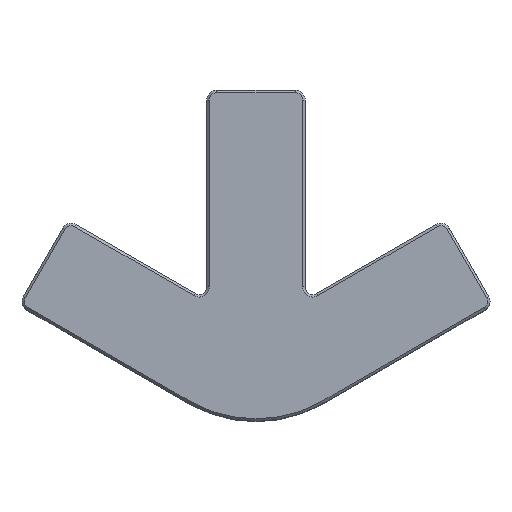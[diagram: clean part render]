
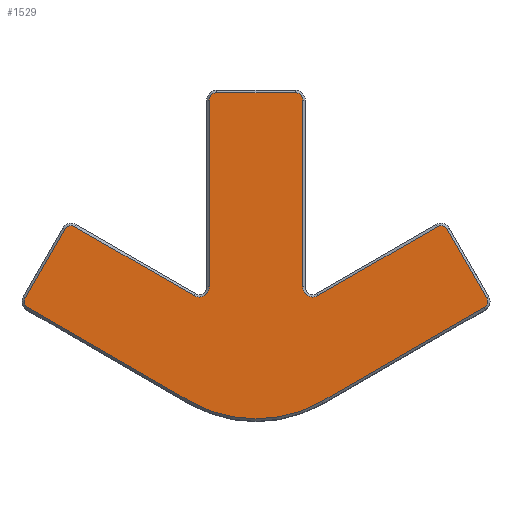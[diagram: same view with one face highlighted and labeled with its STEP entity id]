
A CAD part, top view. The second image highlights one B-rep face of the part: STEP entity #1529.
In plain terms, the highlighted planar face has unit normal (0, 0, 1).
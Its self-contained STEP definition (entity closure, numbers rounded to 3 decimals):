
#47=CIRCLE('',#1650,26.821);
#48=CIRCLE('',#1653,1.5);
#49=CIRCLE('',#1656,1.5);
#50=CIRCLE('',#1659,2.047);
#51=CIRCLE('',#1662,1.5);
#53=CIRCLE('',#1666,1.5);
#54=CIRCLE('',#1669,2.047);
#57=CIRCLE('',#1674,1.5);
#59=CIRCLE('',#1678,1.5);
#158=FACE_OUTER_BOUND('',#253,.T.);
#253=EDGE_LOOP('',(#1299,#1300,#1301,#1302,#1303,#1304,#1305,#1306,#1307,
#1308,#1309,#1310,#1311,#1312,#1313,#1314,#1315,#1316));
#407=LINE('',#2462,#584);
#410=LINE('',#2470,#587);
#413=LINE('',#2478,#590);
#416=LINE('',#2486,#593);
#420=LINE('',#2496,#597);
#423=LINE('',#2507,#600);
#428=LINE('',#2520,#605);
#431=LINE('',#2531,#608);
#434=LINE('',#2539,#611);
#584=VECTOR('',#2012,10.);
#587=VECTOR('',#2021,10.);
#590=VECTOR('',#2030,10.);
#593=VECTOR('',#2039,10.);
#597=VECTOR('',#2049,10.);
#600=VECTOR('',#2060,10.);
#605=VECTOR('',#2073,10.);
#608=VECTOR('',#2084,10.);
#611=VECTOR('',#2095,10.);
#717=VERTEX_POINT('',#2454);
#718=VERTEX_POINT('',#2456);
#719=VERTEX_POINT('',#2460);
#720=VERTEX_POINT('',#2464);
#721=VERTEX_POINT('',#2468);
#722=VERTEX_POINT('',#2472);
#723=VERTEX_POINT('',#2476);
#724=VERTEX_POINT('',#2480);
#725=VERTEX_POINT('',#2484);
#726=VERTEX_POINT('',#2488);
#728=VERTEX_POINT('',#2494);
#730=VERTEX_POINT('',#2500);
#732=VERTEX_POINT('',#2505);
#734=VERTEX_POINT('',#2511);
#736=VERTEX_POINT('',#2518);
#738=VERTEX_POINT('',#2524);
#740=VERTEX_POINT('',#2529);
#741=VERTEX_POINT('',#2535);
#902=EDGE_CURVE('',#717,#718,#47,.T.);
#905=EDGE_CURVE('',#719,#717,#407,.T.);
#907=EDGE_CURVE('',#720,#719,#48,.T.);
#909=EDGE_CURVE('',#721,#720,#410,.T.);
#911=EDGE_CURVE('',#722,#721,#49,.T.);
#913=EDGE_CURVE('',#723,#722,#413,.T.);
#915=EDGE_CURVE('',#724,#723,#50,.T.);
#917=EDGE_CURVE('',#725,#724,#416,.T.);
#919=EDGE_CURVE('',#726,#725,#51,.T.);
#922=EDGE_CURVE('',#728,#726,#420,.T.);
#925=EDGE_CURVE('',#730,#728,#53,.T.);
#927=EDGE_CURVE('',#732,#730,#423,.T.);
#930=EDGE_CURVE('',#734,#732,#54,.T.);
#934=EDGE_CURVE('',#736,#734,#428,.T.);
#937=EDGE_CURVE('',#738,#736,#57,.T.);
#939=EDGE_CURVE('',#740,#738,#431,.T.);
#943=EDGE_CURVE('',#741,#740,#59,.T.);
#944=EDGE_CURVE('',#718,#741,#434,.T.);
#1299=ORIENTED_EDGE('',*,*,#902,.F.);
#1300=ORIENTED_EDGE('',*,*,#905,.F.);
#1301=ORIENTED_EDGE('',*,*,#907,.F.);
#1302=ORIENTED_EDGE('',*,*,#909,.F.);
#1303=ORIENTED_EDGE('',*,*,#911,.F.);
#1304=ORIENTED_EDGE('',*,*,#913,.F.);
#1305=ORIENTED_EDGE('',*,*,#915,.F.);
#1306=ORIENTED_EDGE('',*,*,#917,.F.);
#1307=ORIENTED_EDGE('',*,*,#919,.F.);
#1308=ORIENTED_EDGE('',*,*,#922,.F.);
#1309=ORIENTED_EDGE('',*,*,#925,.F.);
#1310=ORIENTED_EDGE('',*,*,#927,.F.);
#1311=ORIENTED_EDGE('',*,*,#930,.F.);
#1312=ORIENTED_EDGE('',*,*,#934,.F.);
#1313=ORIENTED_EDGE('',*,*,#937,.F.);
#1314=ORIENTED_EDGE('',*,*,#939,.F.);
#1315=ORIENTED_EDGE('',*,*,#943,.F.);
#1316=ORIENTED_EDGE('',*,*,#944,.F.);
#1438=PLANE('',#1680);
#1529=ADVANCED_FACE('',(#158),#1438,.T.);
#1650=AXIS2_PLACEMENT_3D('',#2457,#2006,#2007);
#1653=AXIS2_PLACEMENT_3D('',#2466,#2016,#2017);
#1656=AXIS2_PLACEMENT_3D('',#2474,#2025,#2026);
#1659=AXIS2_PLACEMENT_3D('',#2482,#2034,#2035);
#1662=AXIS2_PLACEMENT_3D('',#2490,#2043,#2044);
#1666=AXIS2_PLACEMENT_3D('',#2502,#2055,#2056);
#1669=AXIS2_PLACEMENT_3D('',#2513,#2065,#2066);
#1674=AXIS2_PLACEMENT_3D('',#2526,#2079,#2080);
#1678=AXIS2_PLACEMENT_3D('',#2537,#2091,#2092);
#1680=AXIS2_PLACEMENT_3D('',#2540,#2096,#2097);
#2006=DIRECTION('center_axis',(0.,0.,-1.));
#2007=DIRECTION('ref_axis',(0.5,-0.866,0.));
#2012=DIRECTION('',(-0.866,-0.5,0.));
#2016=DIRECTION('center_axis',(0.,0.,-1.));
#2017=DIRECTION('ref_axis',(0.966,-0.259,0.));
#2021=DIRECTION('',(0.5,-0.866,0.));
#2025=DIRECTION('center_axis',(0.,0.,-1.));
#2026=DIRECTION('ref_axis',(0.259,0.966,0.));
#2030=DIRECTION('',(0.866,0.5,0.));
#2034=DIRECTION('center_axis',(0.,0.,1.));
#2035=DIRECTION('ref_axis',(-1.,0.,0.));
#2039=DIRECTION('',(0.,-1.,0.));
#2043=DIRECTION('center_axis',(0.,0.,-1.));
#2044=DIRECTION('ref_axis',(0.707,0.707,0.));
#2049=DIRECTION('',(1.,0.,0.));
#2055=DIRECTION('center_axis',(0.,0.,-1.));
#2056=DIRECTION('ref_axis',(-0.707,0.707,0.));
#2060=DIRECTION('',(0.,1.,0.));
#2065=DIRECTION('center_axis',(0.,0.,1.));
#2066=DIRECTION('ref_axis',(1.,0.,0.));
#2073=DIRECTION('',(0.866,-0.5,0.));
#2079=DIRECTION('center_axis',(0.,0.,-1.));
#2080=DIRECTION('ref_axis',(-0.259,0.966,0.));
#2084=DIRECTION('',(0.5,0.866,0.));
#2091=DIRECTION('center_axis',(0.,0.,-1.));
#2092=DIRECTION('ref_axis',(-0.966,-0.259,0.));
#2095=DIRECTION('',(-0.866,0.5,0.));
#2096=DIRECTION('center_axis',(0.,0.,1.));
#2097=DIRECTION('ref_axis',(1.,0.,0.));
#2454=CARTESIAN_POINT('',(13.41,-3.227,0.));
#2456=CARTESIAN_POINT('',(-13.41,-3.227,0.));
#2457=CARTESIAN_POINT('Origin',(0.,20.,0.));
#2460=CARTESIAN_POINT('',(46.319,15.773,0.));
#2462=CARTESIAN_POINT('',(11.245,-4.477,0.));
#2464=CARTESIAN_POINT('',(46.868,17.822,0.));
#2466=CARTESIAN_POINT('Origin',(45.569,17.072,0.));
#2468=CARTESIAN_POINT('',(38.868,31.678,0.));
#2470=CARTESIAN_POINT('',(33.873,40.33,0.));
#2472=CARTESIAN_POINT('',(36.819,32.227,0.));
#2474=CARTESIAN_POINT('Origin',(37.569,30.928,0.));
#2476=CARTESIAN_POINT('',(12.571,18.227,0.));
#2478=CARTESIAN_POINT('',(27.726,26.977,0.));
#2480=CARTESIAN_POINT('',(9.5,20.,0.));
#2482=CARTESIAN_POINT('Origin',(11.547,20.,0.));
#2484=CARTESIAN_POINT('',(9.5,58.,0.));
#2486=CARTESIAN_POINT('',(9.5,45.,0.));
#2488=CARTESIAN_POINT('',(8.,59.5,0.));
#2490=CARTESIAN_POINT('Origin',(8.,58.,0.));
#2494=CARTESIAN_POINT('',(-8.,59.5,0.));
#2496=CARTESIAN_POINT('',(-5.,59.5,0.));
#2500=CARTESIAN_POINT('',(-9.5,58.,0.));
#2502=CARTESIAN_POINT('Origin',(-8.,58.,0.));
#2505=CARTESIAN_POINT('',(-9.5,20.,0.));
#2507=CARTESIAN_POINT('',(-9.5,15.,0.));
#2511=CARTESIAN_POINT('',(-12.571,18.227,0.));
#2513=CARTESIAN_POINT('Origin',(-11.547,20.,0.));
#2518=CARTESIAN_POINT('',(-36.819,32.227,0.));
#2520=CARTESIAN_POINT('',(-27.726,26.977,0.));
#2524=CARTESIAN_POINT('',(-38.868,31.678,0.));
#2526=CARTESIAN_POINT('Origin',(-37.569,30.928,0.));
#2529=CARTESIAN_POINT('',(-46.868,17.822,0.));
#2531=CARTESIAN_POINT('',(-38.873,31.67,0.));
#2535=CARTESIAN_POINT('',(-46.319,15.773,0.));
#2537=CARTESIAN_POINT('Origin',(-45.569,17.072,0.));
#2539=CARTESIAN_POINT('',(-11.245,-4.477,0.));
#2540=CARTESIAN_POINT('Origin',(0.,30.,0.));
